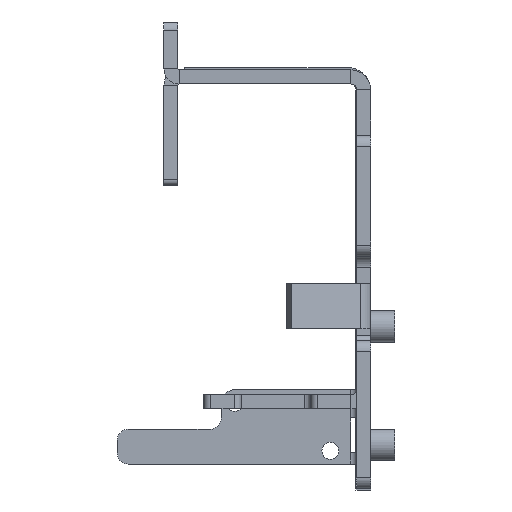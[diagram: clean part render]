
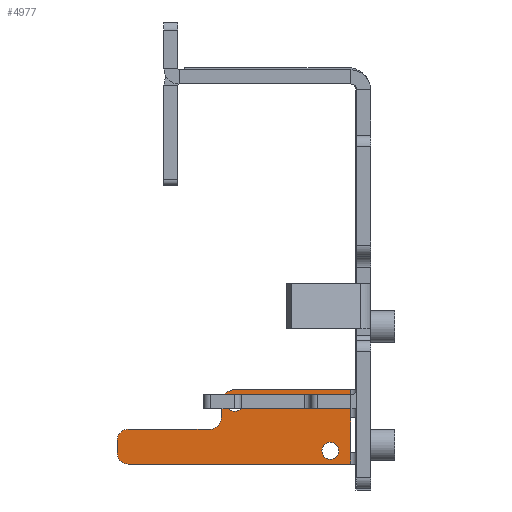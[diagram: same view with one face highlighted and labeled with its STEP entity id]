
A CAD part, left-side view. The second image highlights one B-rep face of the part: STEP entity #4977.
In plain terms, the highlighted planar face has unit normal (-1, 0, 0).
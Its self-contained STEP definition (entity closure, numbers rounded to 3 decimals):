
#55=FACE_BOUND('',#711,.T.);
#56=FACE_BOUND('',#712,.T.);
#190=PLANE('',#5435);
#407=FACE_OUTER_BOUND('',#710,.T.);
#710=EDGE_LOOP('',(#4090,#4091,#4092,#4093,#4094,#4095,#4096,#4097,#4098,
#4099,#4100,#4101));
#711=EDGE_LOOP('',(#4102));
#712=EDGE_LOOP('',(#4103));
#1181=LINE('',#7992,#1694);
#1185=LINE('',#8008,#1698);
#1189=LINE('',#8022,#1702);
#1193=LINE('',#8034,#1706);
#1197=LINE('',#8046,#1710);
#1201=LINE('',#8057,#1714);
#1202=LINE('',#8058,#1715);
#1203=LINE('',#8059,#1716);
#1694=VECTOR('',#6499,1000.);
#1698=VECTOR('',#6519,1000.);
#1702=VECTOR('',#6533,1000.);
#1706=VECTOR('',#6545,1000.);
#1710=VECTOR('',#6557,1000.);
#1714=VECTOR('',#6569,1000.);
#1715=VECTOR('',#6570,1000.);
#1716=VECTOR('',#6571,1000.);
#1900=CIRCLE('',#5140,1.5);
#1902=CIRCLE('',#5143,1.5);
#2041=CIRCLE('',#5421,2.);
#2043=CIRCLE('',#5425,2.);
#2045=CIRCLE('',#5429,2.);
#2047=CIRCLE('',#5433,2.35);
#2110=VERTEX_POINT('',#7133);
#2112=VERTEX_POINT('',#7139);
#2384=VERTEX_POINT('',#7982);
#2385=VERTEX_POINT('',#7986);
#2388=VERTEX_POINT('',#7997);
#2390=VERTEX_POINT('',#8004);
#2391=VERTEX_POINT('',#8012);
#2392=VERTEX_POINT('',#8013);
#2395=VERTEX_POINT('',#8021);
#2397=VERTEX_POINT('',#8027);
#2399=VERTEX_POINT('',#8033);
#2401=VERTEX_POINT('',#8039);
#2403=VERTEX_POINT('',#8045);
#2405=VERTEX_POINT('',#8051);
#2564=EDGE_CURVE('',#2110,#2110,#1900,.T.);
#2567=EDGE_CURVE('',#2112,#2112,#1902,.T.);
#3011=EDGE_CURVE('',#2384,#2385,#1181,.T.);
#3019=EDGE_CURVE('',#2390,#2388,#1185,.T.);
#3021=EDGE_CURVE('',#2391,#2392,#2041,.T.);
#3025=EDGE_CURVE('',#2392,#2395,#1189,.T.);
#3028=EDGE_CURVE('',#2395,#2397,#2043,.T.);
#3031=EDGE_CURVE('',#2397,#2399,#1193,.T.);
#3034=EDGE_CURVE('',#2399,#2401,#2045,.T.);
#3037=EDGE_CURVE('',#2401,#2403,#1197,.T.);
#3040=EDGE_CURVE('',#2403,#2405,#2047,.T.);
#3043=EDGE_CURVE('',#2385,#2391,#1201,.T.);
#3044=EDGE_CURVE('',#2388,#2384,#1202,.T.);
#3045=EDGE_CURVE('',#2405,#2390,#1203,.T.);
#4090=ORIENTED_EDGE('',*,*,#3043,.F.);
#4091=ORIENTED_EDGE('',*,*,#3011,.F.);
#4092=ORIENTED_EDGE('',*,*,#3044,.F.);
#4093=ORIENTED_EDGE('',*,*,#3019,.F.);
#4094=ORIENTED_EDGE('',*,*,#3045,.F.);
#4095=ORIENTED_EDGE('',*,*,#3040,.F.);
#4096=ORIENTED_EDGE('',*,*,#3037,.F.);
#4097=ORIENTED_EDGE('',*,*,#3034,.F.);
#4098=ORIENTED_EDGE('',*,*,#3031,.F.);
#4099=ORIENTED_EDGE('',*,*,#3028,.F.);
#4100=ORIENTED_EDGE('',*,*,#3025,.F.);
#4101=ORIENTED_EDGE('',*,*,#3021,.F.);
#4102=ORIENTED_EDGE('',*,*,#2564,.T.);
#4103=ORIENTED_EDGE('',*,*,#2567,.T.);
#4977=ADVANCED_FACE('',(#407,#55,#56),#190,.T.);
#5140=AXIS2_PLACEMENT_3D('',#7135,#5647,#5648);
#5143=AXIS2_PLACEMENT_3D('',#7141,#5654,#5655);
#5421=AXIS2_PLACEMENT_3D('',#8014,#6525,#6526);
#5425=AXIS2_PLACEMENT_3D('',#8028,#6538,#6539);
#5429=AXIS2_PLACEMENT_3D('',#8040,#6550,#6551);
#5433=AXIS2_PLACEMENT_3D('',#8052,#6562,#6563);
#5435=AXIS2_PLACEMENT_3D('',#8056,#6567,#6568);
#5647=DIRECTION('center_axis',(1.,0.,0.));
#5648=DIRECTION('ref_axis',(0.,1.,0.));
#5654=DIRECTION('center_axis',(1.,0.,0.));
#5655=DIRECTION('ref_axis',(0.,1.,0.));
#6499=DIRECTION('',(0.,0.,-1.));
#6519=DIRECTION('',(0.,0.,-1.));
#6525=DIRECTION('center_axis',(1.,0.,0.));
#6526=DIRECTION('ref_axis',(0.,1.,0.));
#6533=DIRECTION('',(0.,0.,1.));
#6538=DIRECTION('center_axis',(1.,0.,0.));
#6539=DIRECTION('ref_axis',(0.,1.,0.));
#6545=DIRECTION('',(0.,-1.,0.));
#6550=DIRECTION('center_axis',(-1.,0.,0.));
#6551=DIRECTION('ref_axis',(0.,1.,0.));
#6557=DIRECTION('',(0.,0.,1.));
#6562=DIRECTION('center_axis',(1.,0.,0.));
#6563=DIRECTION('ref_axis',(0.,1.,0.));
#6567=DIRECTION('center_axis',(-1.,0.,0.));
#6568=DIRECTION('ref_axis',(0.,1.,0.));
#6569=DIRECTION('',(0.,1.,0.));
#6570=DIRECTION('',(0.,0.,-1.));
#6571=DIRECTION('',(0.,-1.,0.));
#7133=CARTESIAN_POINT('',(26.6,22.65,15.45));
#7135=CARTESIAN_POINT('Origin',(26.6,24.15,15.45));
#7139=CARTESIAN_POINT('',(26.6,5.65,6.95));
#7141=CARTESIAN_POINT('Origin',(26.6,7.15,6.95));
#7982=CARTESIAN_POINT('',(26.6,3.5,6.6));
#7986=CARTESIAN_POINT('',(26.6,3.5,4.6));
#7992=CARTESIAN_POINT('',(26.6,3.5,17.8));
#7997=CARTESIAN_POINT('',(26.6,3.5,12.8));
#8004=CARTESIAN_POINT('',(26.6,3.5,17.8));
#8008=CARTESIAN_POINT('',(26.6,3.5,17.8));
#8012=CARTESIAN_POINT('',(26.6,43.,4.6));
#8013=CARTESIAN_POINT('',(26.6,45.,6.6));
#8014=CARTESIAN_POINT('Origin',(26.6,43.,6.6));
#8021=CARTESIAN_POINT('',(26.6,45.,8.8));
#8022=CARTESIAN_POINT('',(26.6,45.,8.8));
#8027=CARTESIAN_POINT('',(26.6,43.,10.8));
#8028=CARTESIAN_POINT('Origin',(26.6,43.,8.8));
#8033=CARTESIAN_POINT('',(26.6,28.5,10.8));
#8034=CARTESIAN_POINT('',(26.6,43.,10.8));
#8039=CARTESIAN_POINT('',(26.6,26.5,12.8));
#8040=CARTESIAN_POINT('Origin',(26.6,28.5,12.8));
#8045=CARTESIAN_POINT('',(26.6,26.5,15.45));
#8046=CARTESIAN_POINT('',(26.6,26.5,15.45));
#8051=CARTESIAN_POINT('',(26.6,24.15,17.8));
#8052=CARTESIAN_POINT('Origin',(26.6,24.15,15.45));
#8056=CARTESIAN_POINT('Origin',(26.6,24.15,15.45));
#8057=CARTESIAN_POINT('',(26.6,43.,4.6));
#8058=CARTESIAN_POINT('',(26.6,3.5,6.6));
#8059=CARTESIAN_POINT('',(26.6,2.5,17.8));
